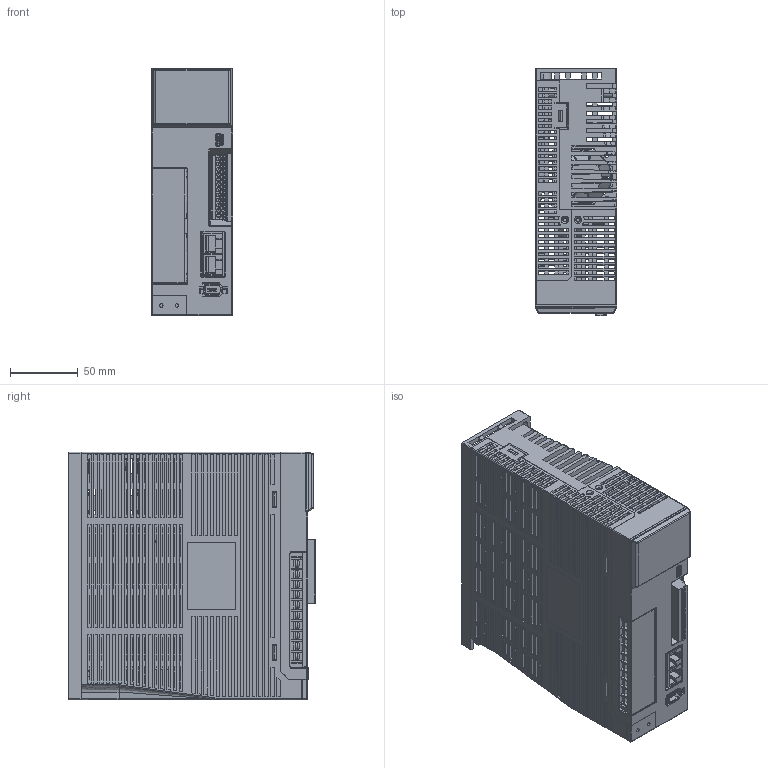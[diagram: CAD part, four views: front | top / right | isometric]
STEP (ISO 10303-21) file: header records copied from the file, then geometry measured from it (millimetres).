
FILE_DESCRIPTION(/* description */ (''),/* implementation_level */ '2;1');
FILE_NAME(/* name */ 'DS5C-2~2',/* time_stamp */ '2021-09-09T09:24:20+08:00',/* author */ (''),/* organization */ (''),/* preprocessor_version */ 'ST-DEVELOPER v15',/* originating_system */ '',/* authorisation */ '');
FILE_SCHEMA (('AUTOMOTIVE_DESIGN'));
Products named in the file (1): Document
Bounding box: 60.06 x 182.9 x 183.1 mm (x, y, z)
Volume: 0.5 mm3; surface area: 367688.4 mm2
Topology: 1 solids, 5263 shells, 5266 faces, 32019 edges, 31978 vertices
Faces by surface type: plane 3980, bspline 1286
Entity records: 313393 total; most frequent: CARTESIAN_POINT 145152, ORIENTED_EDGE 31991, EDGE_CURVE 31983, VERTEX_POINT 31978, B_SPLINE_CURVE_WITH_KNOTS 27233, EDGE_LOOP 5968, ADVANCED_FACE 5266, FACE_OUTER_BOUND 5266
